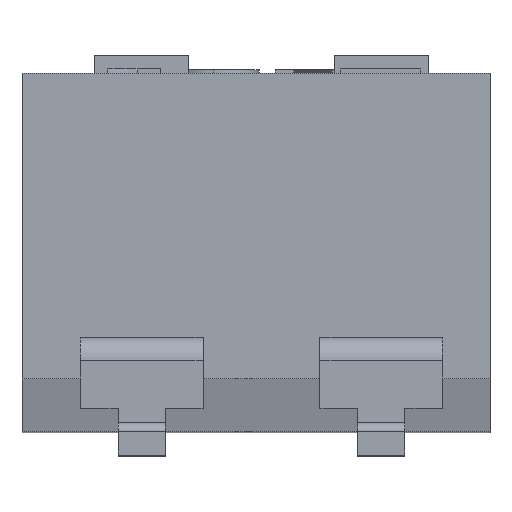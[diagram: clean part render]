
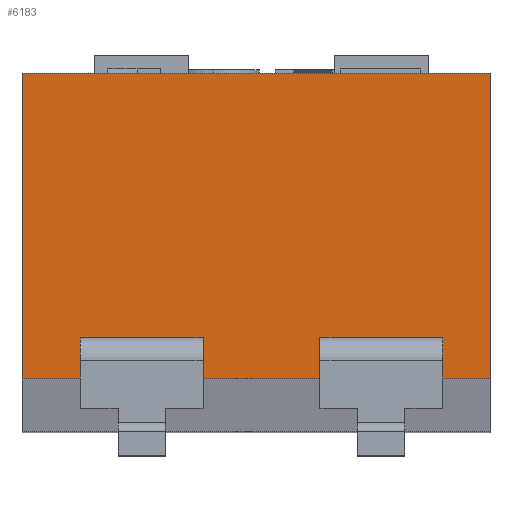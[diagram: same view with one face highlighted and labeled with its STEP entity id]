
A CAD part, top view. The second image highlights one B-rep face of the part: STEP entity #6183.
In plain terms, the highlighted planar face has unit normal (0, 0, 1).
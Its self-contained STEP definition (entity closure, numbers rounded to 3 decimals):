
#2 = EDGE_CURVE ( 'NONE', #5444, #5379, #3158, .T. ) ;
#16 = EDGE_CURVE ( 'NONE', #2165, #5444, #5523, .T. ) ;
#67 = DIRECTION ( 'NONE',  ( 0., 1., 0. ) ) ;
#160 = CARTESIAN_POINT ( 'NONE',  ( 4.964, 3.8, 3.35 ) ) ;
#246 = LINE ( 'NONE', #5839, #3337 ) ;
#253 = DIRECTION ( 'NONE',  ( -1., 0., 0. ) ) ;
#289 = CARTESIAN_POINT ( 'NONE',  ( 0., 0.56, 3.35 ) ) ;
#442 = ORIENTED_EDGE ( 'NONE', *, *, #2511, .T. ) ;
#492 = LINE ( 'NONE', #6272, #4766 ) ;
#513 = CARTESIAN_POINT ( 'NONE',  ( 0.62, 1., 3.35 ) ) ;
#685 = LINE ( 'NONE', #2966, #5341 ) ;
#748 = VECTOR ( 'NONE', #4592, 1000. ) ;
#800 = EDGE_CURVE ( 'NONE', #6150, #1351, #492, .T. ) ;
#821 = PLANE ( 'NONE',  #6339 ) ;
#828 = EDGE_LOOP ( 'NONE', ( #4916, #1667, #1783, #1543 ) ) ;
#861 = LINE ( 'NONE', #5577, #6897 ) ;
#1052 = CARTESIAN_POINT ( 'NONE',  ( 26.87, 0.56, 3.35 ) ) ;
#1054 = LINE ( 'NONE', #2661, #3722 ) ;
#1101 = ORIENTED_EDGE ( 'NONE', *, *, #2403, .T. ) ;
#1117 = CARTESIAN_POINT ( 'NONE',  ( 3.16, 1., 3.35 ) ) ;
#1302 = VERTEX_POINT ( 'NONE', #513 ) ;
#1351 = VERTEX_POINT ( 'NONE', #1662 ) ;
#1362 = VECTOR ( 'NONE', #2706, 1000. ) ;
#1519 = VECTOR ( 'NONE', #3339, 1000. ) ;
#1543 = ORIENTED_EDGE ( 'NONE', *, *, #1900, .T. ) ;
#1662 = CARTESIAN_POINT ( 'NONE',  ( 0., 3.8, 3.35 ) ) ;
#1667 = ORIENTED_EDGE ( 'NONE', *, *, #1933, .T. ) ;
#1712 = ORIENTED_EDGE ( 'NONE', *, *, #2, .F. ) ;
#1783 = ORIENTED_EDGE ( 'NONE', *, *, #800, .T. ) ;
#1841 = CARTESIAN_POINT ( 'NONE',  ( 3.16, 0.75, 3.35 ) ) ;
#1894 = CARTESIAN_POINT ( 'NONE',  ( 1.92, 0.75, 3.35 ) ) ;
#1900 = EDGE_CURVE ( 'NONE', #1351, #5764, #861, .T. ) ;
#1933 = EDGE_CURVE ( 'NONE', #2044, #6150, #1054, .T. ) ;
#1967 = VERTEX_POINT ( 'NONE', #7320 ) ;
#1974 = ORIENTED_EDGE ( 'NONE', *, *, #16, .F. ) ;
#2044 = VERTEX_POINT ( 'NONE', #2105 ) ;
#2105 = CARTESIAN_POINT ( 'NONE',  ( 4.964, 0.56, 3.35 ) ) ;
#2133 = CARTESIAN_POINT ( 'NONE',  ( 3.16, 0.75, 3.35 ) ) ;
#2151 = EDGE_CURVE ( 'NONE', #5764, #2044, #2868, .T. ) ;
#2165 = VERTEX_POINT ( 'NONE', #4524 ) ;
#2277 = FACE_BOUND ( 'NONE', #6663, .T. ) ;
#2284 = EDGE_CURVE ( 'NONE', #3429, #1967, #246, .T. ) ;
#2379 = CARTESIAN_POINT ( 'NONE',  ( 0.62, 1., 3.35 ) ) ;
#2403 = EDGE_CURVE ( 'NONE', #3429, #7309, #2897, .T. ) ;
#2451 = EDGE_CURVE ( 'NONE', #1302, #5379, #5534, .T. ) ;
#2511 = EDGE_CURVE ( 'NONE', #2165, #1302, #685, .T. ) ;
#2578 = VECTOR ( 'NONE', #3643, 1000. ) ;
#2635 = DIRECTION ( 'NONE',  ( 0., -1., 0. ) ) ;
#2661 = CARTESIAN_POINT ( 'NONE',  ( 4.964, 0., 3.35 ) ) ;
#2706 = DIRECTION ( 'NONE',  ( 0., 1., 0. ) ) ;
#2868 = LINE ( 'NONE', #1052, #1519 ) ;
#2897 = LINE ( 'NONE', #2133, #1362 ) ;
#2966 = CARTESIAN_POINT ( 'NONE',  ( 0.62, 0.75, 3.35 ) ) ;
#3158 = LINE ( 'NONE', #1894, #2578 ) ;
#3316 = DIRECTION ( 'NONE',  ( 0., 1., 0. ) ) ;
#3337 = VECTOR ( 'NONE', #5820, 1000. ) ;
#3339 = DIRECTION ( 'NONE',  ( 1., 0., 0. ) ) ;
#3428 = ORIENTED_EDGE ( 'NONE', *, *, #2284, .F. ) ;
#3429 = VERTEX_POINT ( 'NONE', #1841 ) ;
#3643 = DIRECTION ( 'NONE',  ( 0., 1., 0. ) ) ;
#3705 = DIRECTION ( 'NONE',  ( 0., 0., -1. ) ) ;
#3706 = VECTOR ( 'NONE', #3316, 1000. ) ;
#3722 = VECTOR ( 'NONE', #5603, 1000. ) ;
#3737 = VECTOR ( 'NONE', #4131, 1000. ) ;
#3846 = ORIENTED_EDGE ( 'NONE', *, *, #6277, .F. ) ;
#3942 = VECTOR ( 'NONE', #4823, 1000. ) ;
#4131 = DIRECTION ( 'NONE',  ( 1., 0., 0. ) ) ;
#4355 = CARTESIAN_POINT ( 'NONE',  ( 3.16, 1., 3.35 ) ) ;
#4462 = CARTESIAN_POINT ( 'NONE',  ( 4.46, 0.75, 3.35 ) ) ;
#4524 = CARTESIAN_POINT ( 'NONE',  ( 0.62, 0.75, 3.35 ) ) ;
#4592 = DIRECTION ( 'NONE',  ( 1., 0., 0. ) ) ;
#4766 = VECTOR ( 'NONE', #6888, 1000. ) ;
#4823 = DIRECTION ( 'NONE',  ( 1., 0., 0. ) ) ;
#4916 = ORIENTED_EDGE ( 'NONE', *, *, #2151, .T. ) ;
#4965 = ORIENTED_EDGE ( 'NONE', *, *, #2451, .T. ) ;
#5311 = LINE ( 'NONE', #4462, #3706 ) ;
#5341 = VECTOR ( 'NONE', #67, 1000. ) ;
#5379 = VERTEX_POINT ( 'NONE', #6145 ) ;
#5408 = FACE_BOUND ( 'NONE', #7141, .T. ) ;
#5444 = VERTEX_POINT ( 'NONE', #6747 ) ;
#5523 = LINE ( 'NONE', #6602, #3942 ) ;
#5534 = LINE ( 'NONE', #2379, #3737 ) ;
#5577 = CARTESIAN_POINT ( 'NONE',  ( 0., 0., 3.35 ) ) ;
#5603 = DIRECTION ( 'NONE',  ( 0., 1., 0. ) ) ;
#5764 = VERTEX_POINT ( 'NONE', #289 ) ;
#5820 = DIRECTION ( 'NONE',  ( 1., 0., 0. ) ) ;
#5839 = CARTESIAN_POINT ( 'NONE',  ( 3.16, 0.75, 3.35 ) ) ;
#6145 = CARTESIAN_POINT ( 'NONE',  ( 1.92, 1., 3.35 ) ) ;
#6150 = VERTEX_POINT ( 'NONE', #160 ) ;
#6183 = ADVANCED_FACE ( 'NONE', ( #2277, #6966, #5408 ), #821, .F. ) ;
#6272 = CARTESIAN_POINT ( 'NONE',  ( 0., 3.8, 3.35 ) ) ;
#6277 = EDGE_CURVE ( 'NONE', #1967, #7551, #5311, .T. ) ;
#6339 = AXIS2_PLACEMENT_3D ( 'NONE', #7248, #3705, #253 ) ;
#6414 = EDGE_CURVE ( 'NONE', #7309, #7551, #6958, .T. ) ;
#6602 = CARTESIAN_POINT ( 'NONE',  ( 0.62, 0.75, 3.35 ) ) ;
#6663 = EDGE_LOOP ( 'NONE', ( #442, #4965, #1712, #1974 ) ) ;
#6678 = ORIENTED_EDGE ( 'NONE', *, *, #6414, .T. ) ;
#6747 = CARTESIAN_POINT ( 'NONE',  ( 1.92, 0.75, 3.35 ) ) ;
#6888 = DIRECTION ( 'NONE',  ( -1., 0., 0. ) ) ;
#6897 = VECTOR ( 'NONE', #2635, 1000. ) ;
#6958 = LINE ( 'NONE', #1117, #748 ) ;
#6966 = FACE_OUTER_BOUND ( 'NONE', #828, .T. ) ;
#7141 = EDGE_LOOP ( 'NONE', ( #1101, #6678, #3846, #3428 ) ) ;
#7248 = CARTESIAN_POINT ( 'NONE',  ( 0., 0., 3.35 ) ) ;
#7309 = VERTEX_POINT ( 'NONE', #4355 ) ;
#7320 = CARTESIAN_POINT ( 'NONE',  ( 4.46, 0.75, 3.35 ) ) ;
#7432 = CARTESIAN_POINT ( 'NONE',  ( 4.46, 1., 3.35 ) ) ;
#7551 = VERTEX_POINT ( 'NONE', #7432 ) ;
